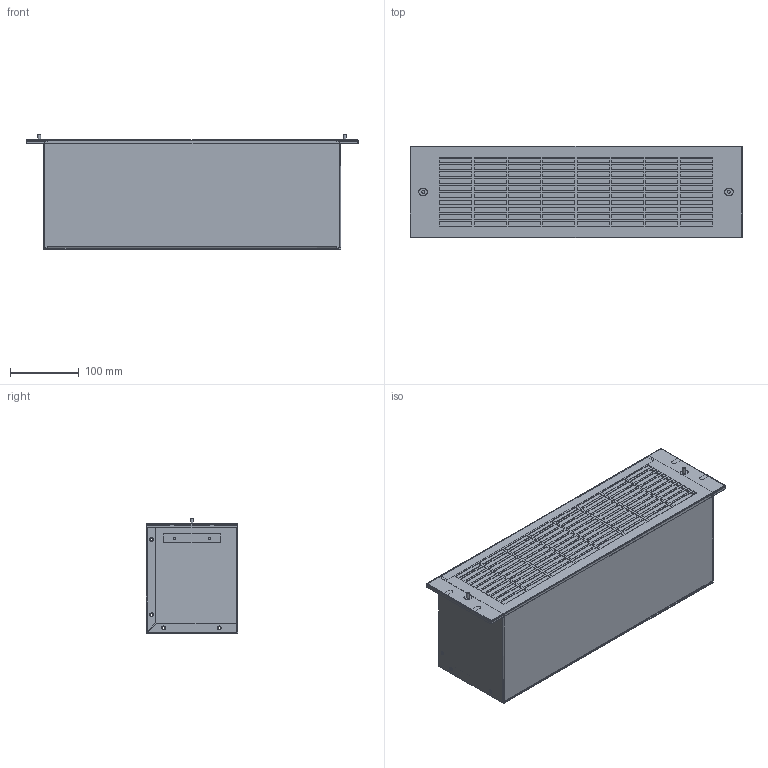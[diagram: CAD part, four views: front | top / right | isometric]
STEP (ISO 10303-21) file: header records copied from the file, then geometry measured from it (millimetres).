
FILE_DESCRIPTION((''),'2;1');
FILE_NAME('KP528B.stp','2018-10-23T13:56:24',( 'User'),('SDRC'),'I-DEAS Master Series 9','UNIX','Yes');
FILE_SCHEMA(('CONFIG_CONTROL_DESIGN', 'GEOMETRIC_VALIDATION_PROPERTIES_MIM','SHAPE_APPEARANCE_LAYER_MIM'));
Length unit declared in the file: inch
Bounding box: 482.6 x 133.35 x 166.7 mm (x, y, z)
Volume: 1224054.7 mm3; surface area: 856866 mm2
Topology: 13 solids, 40 shells, 1151 faces, 3336 edges, 2192 vertices
Faces by surface type: bspline 1151
Entity records: 42854 total; most frequent: CARTESIAN_POINT 20736, ORIENTED_EDGE 6278, EDGE_CURVE 3314, OVER_RIDING_STYLED_ITEM 2789, VERTEX_POINT 2192, QUASI_UNIFORM_CURVE 1950, EDGE_LOOP 1471, FACE_OUTER_BOUND 1151
